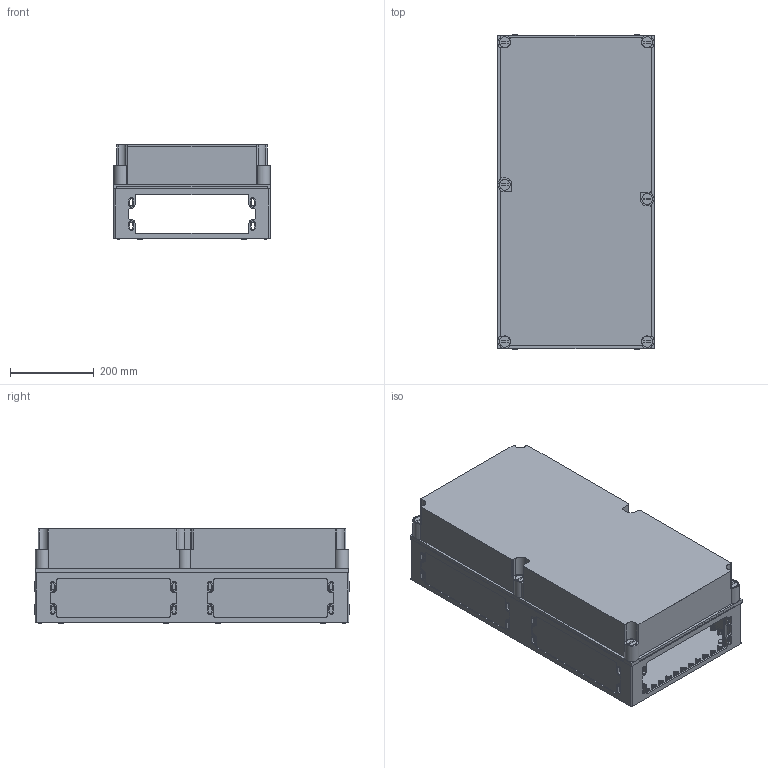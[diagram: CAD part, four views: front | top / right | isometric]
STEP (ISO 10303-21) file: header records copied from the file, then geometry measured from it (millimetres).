
FILE_DESCRIPTION( ( 'STEP AP214' ), '1' );
FILE_NAME( 'ci48_200.stp', '2021-04-15T10:34:42', ( 'License CC BY-ND 4.0' ), ( 'CADENAS' ), ' ', 'PARTsolutions', ' ' );
FILE_SCHEMA( ( 'AUTOMOTIVE_DESIGN { 1 0 10303 214 1 1 1 1 }' ) );
Length unit declared in the file: millimetre
Products named in the file (3): 078896; _083880_P; _078901_P
Assembly tree (2 placements, depth 2):
  078896
    _083880_P
    _078901_P
Bounding box: 375 x 750 x 225 mm (x, y, z)
Volume: 4239153 mm3; surface area: 2175154.6 mm2
Topology: 2 solids, 2 shells, 3079 faces, 8216 edges, 5462 vertices
Faces by surface type: plane 1909, cylinder 1148, sphere 14, torus 8
Full cylindrical faces by diameter (mm): 3.85 x104, 6 x12, 6.5 x6, 7.8 x6, 8 x6, 9.5 x6, 12 x16, 26 x6
Entity records: 119842 total; most frequent: DIRECTION 16668, CARTESIAN_POINT 16599, ORIENTED_EDGE 16028, EDGE_CURVE 8014, AXIS2_PLACEMENT_3D 5586, LINE 5496, VECTOR 5496, VERTEX_POINT 5443
